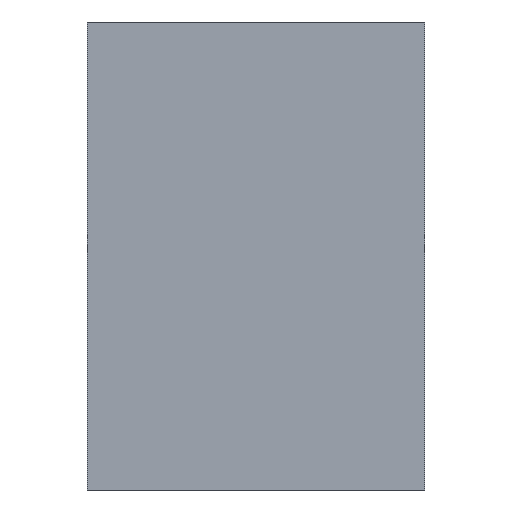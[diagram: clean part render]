
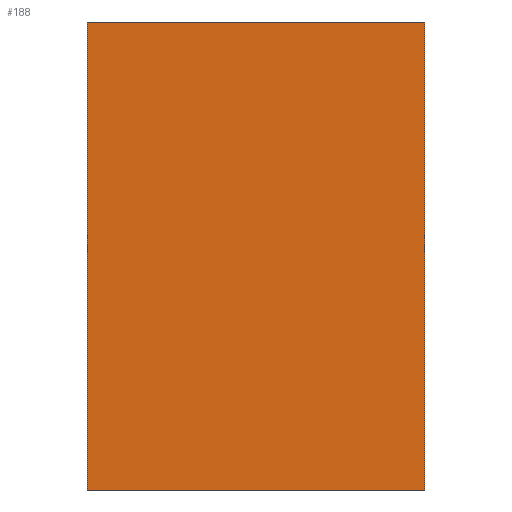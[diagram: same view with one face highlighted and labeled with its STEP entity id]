
A CAD part, front view. The second image highlights one B-rep face of the part: STEP entity #188.
In plain terms, the highlighted free-form (B-spline) face has degree [1, 1] with [2, 2] control points.
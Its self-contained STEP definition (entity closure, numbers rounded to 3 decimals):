
#60 = VERTEX_POINT('',#61);
#61 = CARTESIAN_POINT('',(0.,0.,-26.7));
#66 = EDGE_CURVE('',#67,#60,#69,.T.);
#67 = VERTEX_POINT('',#68);
#68 = CARTESIAN_POINT('',(-19.26,0.,-26.7));
#69 = B_SPLINE_CURVE_WITH_KNOTS('',1,(#70,#71),.UNSPECIFIED.,.F.,.F.,(2,
    2),(-0.963,0.963),.PIECEWISE_BEZIER_KNOTS.);
#70 = CARTESIAN_POINT('',(-19.26,0.,-26.7));
#71 = CARTESIAN_POINT('',(0.,0.,-26.7));
#167 = VERTEX_POINT('',#168);
#168 = CARTESIAN_POINT('',(0.,0.,0.));
#173 = EDGE_CURVE('',#60,#167,#174,.T.);
#174 = B_SPLINE_CURVE_WITH_KNOTS('',1,(#175,#176),.UNSPECIFIED.,.F.,.F.,
  (2,2),(-1.335,1.335),.PIECEWISE_BEZIER_KNOTS.);
#175 = CARTESIAN_POINT('',(0.,0.,-26.7));
#176 = CARTESIAN_POINT('',(0.,0.,0.));
#188 = ADVANCED_FACE('',(#189),#205,.T.);
#189 = FACE_BOUND('',#190,.T.);
#190 = EDGE_LOOP('',(#191,#192,#193,#200));
#191 = ORIENTED_EDGE('',*,*,#66,.T.);
#192 = ORIENTED_EDGE('',*,*,#173,.T.);
#193 = ORIENTED_EDGE('',*,*,#194,.T.);
#194 = EDGE_CURVE('',#167,#195,#197,.T.);
#195 = VERTEX_POINT('',#196);
#196 = CARTESIAN_POINT('',(-19.26,0.,0.));
#197 = B_SPLINE_CURVE_WITH_KNOTS('',1,(#198,#199),.UNSPECIFIED.,.F.,.F.,
  (2,2),(-0.963,0.963),.PIECEWISE_BEZIER_KNOTS.);
#198 = CARTESIAN_POINT('',(0.,0.,0.));
#199 = CARTESIAN_POINT('',(-19.26,0.,0.));
#200 = ORIENTED_EDGE('',*,*,#201,.T.);
#201 = EDGE_CURVE('',#195,#67,#202,.T.);
#202 = B_SPLINE_CURVE_WITH_KNOTS('',1,(#203,#204),.UNSPECIFIED.,.F.,.F.,
  (2,2),(-1.335,1.335),.PIECEWISE_BEZIER_KNOTS.);
#203 = CARTESIAN_POINT('',(-19.26,0.,0.));
#204 = CARTESIAN_POINT('',(-19.26,0.,-26.7));
#205 = B_SPLINE_SURFACE_WITH_KNOTS('',1,1,(
    (#206,#207)
    ,(#208,#209
    )),.UNSPECIFIED.,.F.,.F.,.F.,(2,2),(2,2),(-1.335,1.335),(-0.963,
    0.963),.PIECEWISE_BEZIER_KNOTS.);
#206 = CARTESIAN_POINT('',(0.,0.,-26.7));
#207 = CARTESIAN_POINT('',(-19.26,0.,-26.7));
#208 = CARTESIAN_POINT('',(0.,0.,0.));
#209 = CARTESIAN_POINT('',(-19.26,0.,0.));
